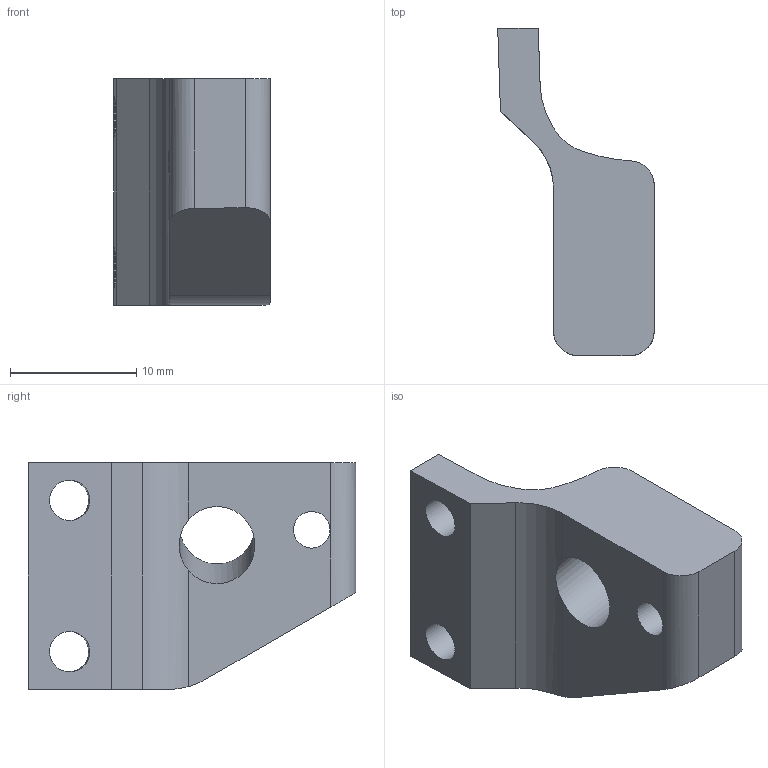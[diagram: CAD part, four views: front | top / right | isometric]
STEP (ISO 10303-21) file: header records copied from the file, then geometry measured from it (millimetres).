
FILE_DESCRIPTION(('STEP AP214'), '1');
FILE_NAME('laser_holder1', '2020-06-05T08:51:27', ('NO'), (''), 'ASCON STEP Converter 1.3', 'ASCON Math Kernel', '');
FILE_SCHEMA(('AUTOMOTIVE_DESIGN { 1 0 10303 214 3 1 1}'));
Length unit declared in the file: millimetre
Bounding box: 12.42 x 26 x 18 mm (x, y, z)
Volume: 2061.2 mm3; surface area: 1598 mm2
Topology: 1 solids, 1 shells, 22 faces, 72 edges, 48 vertices
Faces by surface type: cylinder 12, plane 10
Full cylindrical faces by diameter (mm): 2.9 x1, 3.2 x2, 6 x1
Entity records: 1169 total; most frequent: CARTESIAN_POINT 338, ORIENTED_EDGE 136, DIRECTION 116, EDGE_CURVE 68, VERTEX_POINT 48, AXIS2_PLACEMENT_3D 41, LINE 34, VECTOR 34
